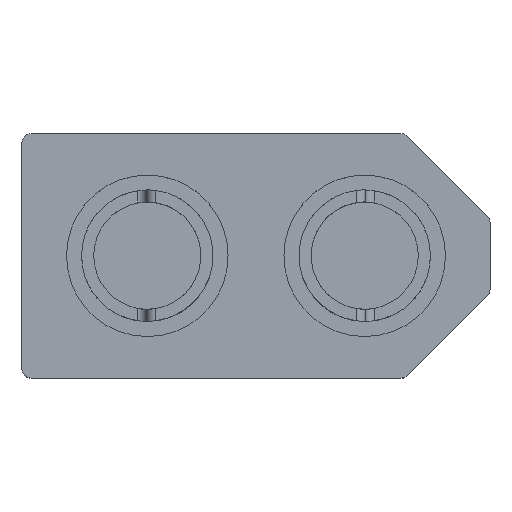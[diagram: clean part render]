
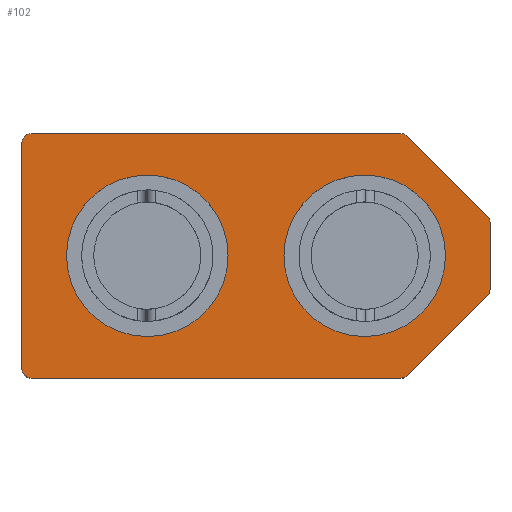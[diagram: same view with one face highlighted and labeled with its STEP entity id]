
A CAD part, top view. The second image highlights one B-rep face of the part: STEP entity #102.
In plain terms, the highlighted planar face has unit normal (0, 0, 1).
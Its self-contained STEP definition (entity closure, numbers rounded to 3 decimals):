
#27 = AXIS2_PLACEMENT_3D ( 'NONE', #8313, #2684, #642 ) ;
#102 = ADVANCED_FACE ( 'NONE', ( #4604, #7193, #3373 ), #5958, .T. ) ;
#134 = VERTEX_POINT ( 'NONE', #3615 ) ;
#180 = VERTEX_POINT ( 'NONE', #1801 ) ;
#183 = CARTESIAN_POINT ( 'NONE',  ( -7.45, 3.75, 15. ) ) ;
#304 = DIRECTION ( 'NONE',  ( 1., 0., 0. ) ) ;
#346 = DIRECTION ( 'NONE',  ( 0., 0., 1. ) ) ;
#357 = ORIENTED_EDGE ( 'NONE', *, *, #2872, .T. ) ;
#384 = VECTOR ( 'NONE', #7606, 1000. ) ;
#396 = VERTEX_POINT ( 'NONE', #4274 ) ;
#405 = AXIS2_PLACEMENT_3D ( 'NONE', #8167, #1574, #2359 ) ;
#406 = AXIS2_PLACEMENT_3D ( 'NONE', #1191, #3413, #5070 ) ;
#556 = CIRCLE ( 'NONE', #405, 0.3 ) ;
#559 = AXIS2_PLACEMENT_3D ( 'NONE', #3813, #5071, #7713 ) ;
#606 = DIRECTION ( 'NONE',  ( 0., 0., 1. ) ) ;
#609 = DIRECTION ( 'NONE',  ( 1., 0., 0. ) ) ;
#620 = DIRECTION ( 'NONE',  ( 0., 0., 1. ) ) ;
#642 = DIRECTION ( 'NONE',  ( 1., 0., 0. ) ) ;
#709 = CARTESIAN_POINT ( 'NONE',  ( 0.925, 0., 15. ) ) ;
#855 = VERTEX_POINT ( 'NONE', #2569 ) ;
#941 = DIRECTION ( 'NONE',  ( 0., 0., 1. ) ) ;
#976 = CARTESIAN_POINT ( 'NONE',  ( 0., 0., 15. ) ) ;
#1118 = ORIENTED_EDGE ( 'NONE', *, *, #3102, .F. ) ;
#1191 = CARTESIAN_POINT ( 'NONE',  ( -7.45, -3.75, 15. ) ) ;
#1223 = AXIS2_PLACEMENT_3D ( 'NONE', #6399, #620, #1855 ) ;
#1227 = CARTESIAN_POINT ( 'NONE',  ( 3.6, 0., 15. ) ) ;
#1237 = EDGE_CURVE ( 'NONE', #6242, #4509, #7544, .T. ) ;
#1271 = DIRECTION ( 'NONE',  ( 0., 0., 1. ) ) ;
#1343 = CARTESIAN_POINT ( 'NONE',  ( -7.75, 0., 15. ) ) ;
#1391 = DIRECTION ( 'NONE',  ( 0., -1., 0. ) ) ;
#1574 = DIRECTION ( 'NONE',  ( 0., 0., 1. ) ) ;
#1637 = LINE ( 'NONE', #2371, #2927 ) ;
#1787 = ORIENTED_EDGE ( 'NONE', *, *, #2462, .T. ) ;
#1801 = CARTESIAN_POINT ( 'NONE',  ( -7.75, 3.75, 15. ) ) ;
#1855 = DIRECTION ( 'NONE',  ( 1., 0., 0. ) ) ;
#1892 = VERTEX_POINT ( 'NONE', #4672 ) ;
#1958 = EDGE_CURVE ( 'NONE', #6181, #1892, #1637, .T. ) ;
#2019 = ORIENTED_EDGE ( 'NONE', *, *, #3136, .F. ) ;
#2243 = LINE ( 'NONE', #6855, #3613 ) ;
#2253 = EDGE_CURVE ( 'NONE', #855, #2825, #5016, .T. ) ;
#2270 = CIRCLE ( 'NONE', #6203, 2.675 ) ;
#2288 = VERTEX_POINT ( 'NONE', #3736 ) ;
#2333 = CARTESIAN_POINT ( 'NONE',  ( 7.662, 1.309, 15. ) ) ;
#2359 = DIRECTION ( 'NONE',  ( 1., 0., 0. ) ) ;
#2371 = CARTESIAN_POINT ( 'NONE',  ( 0., 4.05, 15. ) ) ;
#2412 = CIRCLE ( 'NONE', #406, 0.3 ) ;
#2462 = EDGE_CURVE ( 'NONE', #134, #396, #2243, .T. ) ;
#2555 = CIRCLE ( 'NONE', #6753, 2.675 ) ;
#2569 = CARTESIAN_POINT ( 'NONE',  ( 7.75, 1.097, 15. ) ) ;
#2684 = DIRECTION ( 'NONE',  ( 0., 0., 1. ) ) ;
#2825 = VERTEX_POINT ( 'NONE', #5410 ) ;
#2872 = EDGE_CURVE ( 'NONE', #6181, #180, #6602, .T. ) ;
#2927 = VECTOR ( 'NONE', #2980, 1000. ) ;
#2980 = DIRECTION ( 'NONE',  ( 1., 0., 0. ) ) ;
#3045 = ORIENTED_EDGE ( 'NONE', *, *, #8354, .T. ) ;
#3057 = CARTESIAN_POINT ( 'NONE',  ( -6.275, 0., 15. ) ) ;
#3075 = ORIENTED_EDGE ( 'NONE', *, *, #5476, .T. ) ;
#3102 = EDGE_CURVE ( 'NONE', #4509, #6242, #2270, .T. ) ;
#3136 = EDGE_CURVE ( 'NONE', #6371, #5707, #5222, .T. ) ;
#3139 = EDGE_LOOP ( 'NONE', ( #3162, #357, #8120, #6225, #3075, #7565, #1787, #8040, #3840, #5603, #2019, #3045 ) ) ;
#3162 = ORIENTED_EDGE ( 'NONE', *, *, #1958, .F. ) ;
#3373 = FACE_OUTER_BOUND ( 'NONE', #3139, .T. ) ;
#3395 = ORIENTED_EDGE ( 'NONE', *, *, #4521, .F. ) ;
#3413 = DIRECTION ( 'NONE',  ( 0., 0., 1. ) ) ;
#3498 = EDGE_CURVE ( 'NONE', #396, #2825, #556, .T. ) ;
#3499 = CIRCLE ( 'NONE', #1223, 0.3 ) ;
#3521 = VECTOR ( 'NONE', #3998, 1000. ) ;
#3606 = CARTESIAN_POINT ( 'NONE',  ( 3.6, 0., 15. ) ) ;
#3613 = VECTOR ( 'NONE', #6818, 1000. ) ;
#3614 = EDGE_CURVE ( 'NONE', #8081, #5754, #2555, .T. ) ;
#3615 = CARTESIAN_POINT ( 'NONE',  ( 5.009, -3.962, 15. ) ) ;
#3632 = CIRCLE ( 'NONE', #559, 2.675 ) ;
#3736 = CARTESIAN_POINT ( 'NONE',  ( -7.45, -4.05, 15. ) ) ;
#3813 = CARTESIAN_POINT ( 'NONE',  ( -3.6, 0., 15. ) ) ;
#3840 = ORIENTED_EDGE ( 'NONE', *, *, #2253, .F. ) ;
#3998 = DIRECTION ( 'NONE',  ( 1., 0., 0. ) ) ;
#4007 = ORIENTED_EDGE ( 'NONE', *, *, #1237, .F. ) ;
#4069 = EDGE_CURVE ( 'NONE', #180, #4985, #7087, .T. ) ;
#4123 = DIRECTION ( 'NONE',  ( 0., 0., 1. ) ) ;
#4129 = CARTESIAN_POINT ( 'NONE',  ( -3.6, 0., 15. ) ) ;
#4274 = CARTESIAN_POINT ( 'NONE',  ( 7.662, -1.309, 15. ) ) ;
#4386 = EDGE_LOOP ( 'NONE', ( #4007, #1118 ) ) ;
#4418 = CARTESIAN_POINT ( 'NONE',  ( 4.797, 3.75, 15. ) ) ;
#4508 = LINE ( 'NONE', #7691, #3521 ) ;
#4509 = VERTEX_POINT ( 'NONE', #709 ) ;
#4521 = EDGE_CURVE ( 'NONE', #5754, #8081, #3632, .T. ) ;
#4527 = EDGE_CURVE ( 'NONE', #7024, #134, #3499, .T. ) ;
#4604 = FACE_BOUND ( 'NONE', #4386, .T. ) ;
#4672 = CARTESIAN_POINT ( 'NONE',  ( 4.797, 4.05, 15. ) ) ;
#4958 = DIRECTION ( 'NONE',  ( 1., 0., 0. ) ) ;
#4985 = VERTEX_POINT ( 'NONE', #6564 ) ;
#5016 = LINE ( 'NONE', #8269, #384 ) ;
#5070 = DIRECTION ( 'NONE',  ( 1., 0., 0. ) ) ;
#5071 = DIRECTION ( 'NONE',  ( 0., 0., 1. ) ) ;
#5093 = DIRECTION ( 'NONE',  ( 1., 0., 0. ) ) ;
#5222 = LINE ( 'NONE', #6511, #7145 ) ;
#5277 = CIRCLE ( 'NONE', #7313, 0.3 ) ;
#5410 = CARTESIAN_POINT ( 'NONE',  ( 7.75, -1.097, 15. ) ) ;
#5417 = CIRCLE ( 'NONE', #27, 0.3 ) ;
#5419 = EDGE_CURVE ( 'NONE', #855, #5707, #5417, .T. ) ;
#5442 = CARTESIAN_POINT ( 'NONE',  ( 4.797, -4.05, 15. ) ) ;
#5476 = EDGE_CURVE ( 'NONE', #2288, #7024, #4508, .T. ) ;
#5603 = ORIENTED_EDGE ( 'NONE', *, *, #5419, .T. ) ;
#5707 = VERTEX_POINT ( 'NONE', #2333 ) ;
#5754 = VERTEX_POINT ( 'NONE', #3057 ) ;
#5820 = DIRECTION ( 'NONE',  ( 0.707, -0.707, 0. ) ) ;
#5889 = CARTESIAN_POINT ( 'NONE',  ( 5.009, 3.962, 15. ) ) ;
#5921 = AXIS2_PLACEMENT_3D ( 'NONE', #183, #941, #7274 ) ;
#5958 = PLANE ( 'NONE',  #6167 ) ;
#6004 = DIRECTION ( 'NONE',  ( -1., 0., 0. ) ) ;
#6167 = AXIS2_PLACEMENT_3D ( 'NONE', #976, #4123, #304 ) ;
#6181 = VERTEX_POINT ( 'NONE', #6636 ) ;
#6203 = AXIS2_PLACEMENT_3D ( 'NONE', #1227, #606, #5093 ) ;
#6225 = ORIENTED_EDGE ( 'NONE', *, *, #6846, .T. ) ;
#6242 = VERTEX_POINT ( 'NONE', #6912 ) ;
#6371 = VERTEX_POINT ( 'NONE', #5889 ) ;
#6399 = CARTESIAN_POINT ( 'NONE',  ( 4.797, -3.75, 15. ) ) ;
#6511 = CARTESIAN_POINT ( 'NONE',  ( 4.486, 4.486, 15. ) ) ;
#6564 = CARTESIAN_POINT ( 'NONE',  ( -7.75, -3.75, 15. ) ) ;
#6602 = CIRCLE ( 'NONE', #5921, 0.3 ) ;
#6636 = CARTESIAN_POINT ( 'NONE',  ( -7.45, 4.05, 15. ) ) ;
#6748 = DIRECTION ( 'NONE',  ( 0., 0., 1. ) ) ;
#6753 = AXIS2_PLACEMENT_3D ( 'NONE', #4129, #346, #6004 ) ;
#6758 = VECTOR ( 'NONE', #1391, 1000. ) ;
#6818 = DIRECTION ( 'NONE',  ( 0.707, 0.707, 0. ) ) ;
#6840 = EDGE_LOOP ( 'NONE', ( #7900, #3395 ) ) ;
#6846 = EDGE_CURVE ( 'NONE', #4985, #2288, #2412, .T. ) ;
#6855 = CARTESIAN_POINT ( 'NONE',  ( 4.486, -4.486, 15. ) ) ;
#6912 = CARTESIAN_POINT ( 'NONE',  ( 6.275, 0., 15. ) ) ;
#7024 = VERTEX_POINT ( 'NONE', #5442 ) ;
#7087 = LINE ( 'NONE', #1343, #6758 ) ;
#7145 = VECTOR ( 'NONE', #5820, 1000. ) ;
#7193 = FACE_BOUND ( 'NONE', #6840, .T. ) ;
#7274 = DIRECTION ( 'NONE',  ( 1., 0., 0. ) ) ;
#7313 = AXIS2_PLACEMENT_3D ( 'NONE', #4418, #1271, #609 ) ;
#7539 = AXIS2_PLACEMENT_3D ( 'NONE', #3606, #6748, #4958 ) ;
#7544 = CIRCLE ( 'NONE', #7539, 2.675 ) ;
#7565 = ORIENTED_EDGE ( 'NONE', *, *, #4527, .T. ) ;
#7606 = DIRECTION ( 'NONE',  ( 0., -1., 0. ) ) ;
#7691 = CARTESIAN_POINT ( 'NONE',  ( 0., -4.05, 15. ) ) ;
#7713 = DIRECTION ( 'NONE',  ( -1., 0., 0. ) ) ;
#7900 = ORIENTED_EDGE ( 'NONE', *, *, #3614, .F. ) ;
#8040 = ORIENTED_EDGE ( 'NONE', *, *, #3498, .T. ) ;
#8081 = VERTEX_POINT ( 'NONE', #8159 ) ;
#8120 = ORIENTED_EDGE ( 'NONE', *, *, #4069, .T. ) ;
#8159 = CARTESIAN_POINT ( 'NONE',  ( -0.925, 0., 15. ) ) ;
#8167 = CARTESIAN_POINT ( 'NONE',  ( 7.45, -1.097, 15. ) ) ;
#8269 = CARTESIAN_POINT ( 'NONE',  ( 7.75, 0., 15. ) ) ;
#8313 = CARTESIAN_POINT ( 'NONE',  ( 7.45, 1.097, 15. ) ) ;
#8354 = EDGE_CURVE ( 'NONE', #6371, #1892, #5277, .T. ) ;
